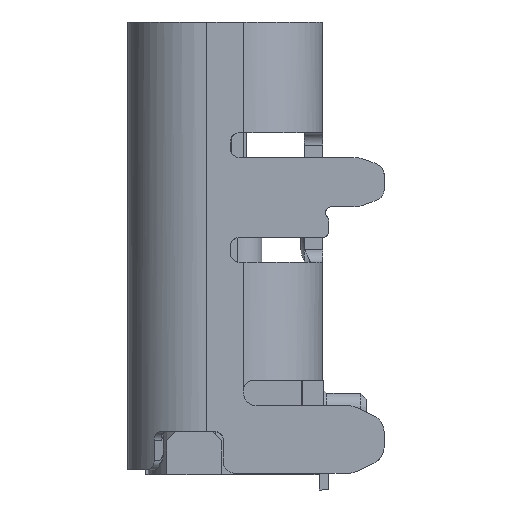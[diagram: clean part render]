
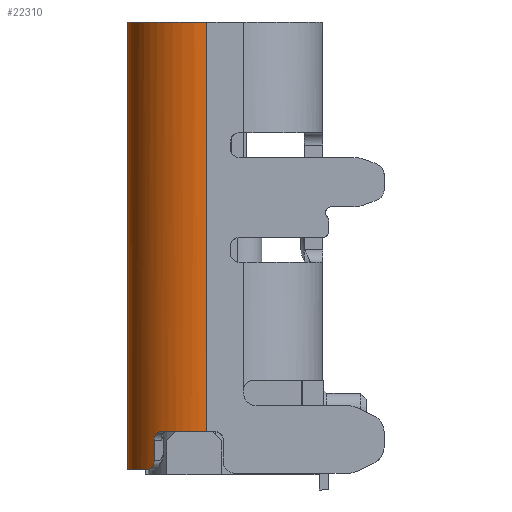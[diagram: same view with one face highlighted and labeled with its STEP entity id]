
A CAD part, left-side view. The second image highlights one B-rep face of the part: STEP entity #22310.
In plain terms, the highlighted cylindrical face has radius 1.28 mm (diameter 2.56 mm), a partial arc.
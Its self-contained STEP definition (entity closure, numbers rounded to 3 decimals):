
#162 = CARTESIAN_POINT ( 'NONE',  ( -44.47, 0.295, -1.85 ) ) ;
#720 = CARTESIAN_POINT ( 'NONE',  ( -43.19, 1.575, 4.8 ) ) ;
#814 = CARTESIAN_POINT ( 'NONE',  ( -43.19, 1.575, 4.8 ) ) ;
#1193 = EDGE_CURVE ( 'NONE', #23504, #5043, #15038, .T. ) ;
#2207 = ORIENTED_EDGE ( 'NONE', *, *, #27495, .T. ) ;
#2424 = CARTESIAN_POINT ( 'NONE',  ( -44.031, 1.26, -2.475 ) ) ;
#2732 = VERTEX_POINT ( 'NONE', #8258 ) ;
#3132 = FACE_OUTER_BOUND ( 'NONE', #12232, .T. ) ;
#4267 = ORIENTED_EDGE ( 'NONE', *, *, #14391, .T. ) ;
#4777 = CARTESIAN_POINT ( 'NONE',  ( -44.191, 1.094, -1.865 ) ) ;
#4803 = CARTESIAN_POINT ( 'NONE',  ( -44.143, 1.15, -2.109 ) ) ;
#5043 = VERTEX_POINT ( 'NONE', #32474 ) ;
#5570 = CARTESIAN_POINT ( 'NONE',  ( -44.143, 1.15, -2.326 ) ) ;
#5590 = CARTESIAN_POINT ( 'NONE',  ( -44.428, 0.632, -1.85 ) ) ;
#6575 = VERTEX_POINT ( 'NONE', #30307 ) ;
#6662 = DIRECTION ( 'NONE',  ( 1., 0., 0. ) ) ;
#7030 = CARTESIAN_POINT ( 'NONE',  ( -44.213, 1.065, -1.85 ) ) ;
#7267 = VECTOR ( 'NONE', #33644, 1000. ) ;
#7354 = CARTESIAN_POINT ( 'NONE',  ( -44.368, 0.795, -1.85 ) ) ;
#7910 = CARTESIAN_POINT ( 'NONE',  ( -44.445, 0.547, -1.85 ) ) ;
#8132 = CARTESIAN_POINT ( 'NONE',  ( -43.801, 1.461, -2.475 ) ) ;
#8258 = CARTESIAN_POINT ( 'NONE',  ( -43.19, 1.575, -2.475 ) ) ;
#8496 = B_SPLINE_CURVE_WITH_KNOTS ( 'NONE', 3,
 ( #21300, #35645, #4803, #16245 ),
 .UNSPECIFIED., .F., .F.,
 ( 4, 4 ),
 ( 0., 1. ),
 .UNSPECIFIED. ) ;
#8647 = EDGE_CURVE ( 'NONE', #6575, #15472, #8496, .T. ) ;
#8956 = CARTESIAN_POINT ( 'NONE',  ( -44.143, 1.15, -2. ) ) ;
#9115 = B_SPLINE_CURVE_WITH_KNOTS ( 'NONE', 3,
 ( #2424, #14407, #22417, #25391, #28176, #5570 ),
 .UNSPECIFIED., .F., .F.,
 ( 4, 2, 4 ),
 ( 0., 0.5, 1. ),
 .UNSPECIFIED. ) ;
#9267 = LINE ( 'NONE', #9640, #18765 ) ;
#9490 = CARTESIAN_POINT ( 'NONE',  ( -44.214, 1.082, 4.8 ) ) ;
#9640 = CARTESIAN_POINT ( 'NONE',  ( -44.47, 0.295, -2.621 ) ) ;
#10407 = CARTESIAN_POINT ( 'NONE',  ( -43.19, 1.575, -2.475 ) ) ;
#11018 = VERTEX_POINT ( 'NONE', #13974 ) ;
#12232 = EDGE_LOOP ( 'NONE', ( #36594, #24716, #18535, #13098, #24119, #27462, #21549, #4267, #31141, #2207 ) ) ;
#12290 = CARTESIAN_POINT ( 'NONE',  ( -44.308, 0.94, 4.8 ) ) ;
#13098 = ORIENTED_EDGE ( 'NONE', *, *, #31707, .T. ) ;
#13974 = CARTESIAN_POINT ( 'NONE',  ( -44.237, 1.031, -1.85 ) ) ;
#14231 = CARTESIAN_POINT ( 'NONE',  ( -44.237, 1.031, -1.85 ) ) ;
#14391 = EDGE_CURVE ( 'NONE', #15745, #6575, #9115, .T. ) ;
#14407 = CARTESIAN_POINT ( 'NONE',  ( -44.064, 1.231, -2.475 ) ) ;
#14730 = DIRECTION ( 'NONE',  ( 0., 0., 1. ) ) ;
#14806 = CARTESIAN_POINT ( 'NONE',  ( -44.289, 0.957, -1.85 ) ) ;
#14948 = EDGE_CURVE ( 'NONE', #5043, #32703, #27766, .T. ) ;
#15038 = B_SPLINE_CURVE_WITH_KNOTS ( 'NONE', 3,
 ( #19832, #25225, #5590, #25968 ),
 .UNSPECIFIED., .F., .F.,
 ( 4, 4 ),
 ( 0., 1. ),
 .UNSPECIFIED. ) ;
#15472 = VERTEX_POINT ( 'NONE', #8956 ) ;
#15525 = DIRECTION ( 'NONE',  ( 0., 0., 1. ) ) ;
#15745 = VERTEX_POINT ( 'NONE', #35593 ) ;
#16245 = CARTESIAN_POINT ( 'NONE',  ( -44.143, 1.15, -2. ) ) ;
#18097 = CARTESIAN_POINT ( 'NONE',  ( -43.358, 1.575, 4.8 ) ) ;
#18535 = ORIENTED_EDGE ( 'NONE', *, *, #14948, .T. ) ;
#18765 = VECTOR ( 'NONE', #14730, 1000. ) ;
#18834 = CARTESIAN_POINT ( 'NONE',  ( -44.152, 1.14, -1.924 ) ) ;
#19024 = CARTESIAN_POINT ( 'NONE',  ( -44.143, 1.15, -2. ) ) ;
#19100 = EDGE_CURVE ( 'NONE', #2732, #15745, #24282, .T. ) ;
#19192 = CARTESIAN_POINT ( 'NONE',  ( -44.47, 0.295, -1.85 ) ) ;
#19549 = CARTESIAN_POINT ( 'NONE',  ( -44.47, 0.379, -1.85 ) ) ;
#19591 = CARTESIAN_POINT ( 'NONE',  ( -44.031, 1.26, -2.475 ) ) ;
#19832 = CARTESIAN_POINT ( 'NONE',  ( -44.368, 0.795, -1.85 ) ) ;
#20736 = CARTESIAN_POINT ( 'NONE',  ( -43.835, 1.413, 4.8 ) ) ;
#21300 = CARTESIAN_POINT ( 'NONE',  ( -44.143, 1.15, -2.326 ) ) ;
#21506 = B_SPLINE_CURVE_WITH_KNOTS ( 'NONE', 3,
 ( #14231, #14806, #34190, #28772 ),
 .UNSPECIFIED., .F., .F.,
 ( 4, 4 ),
 ( 0., 1. ),
 .UNSPECIFIED. ) ;
#21549 = ORIENTED_EDGE ( 'NONE', *, *, #19100, .T. ) ;
#22310 = ADVANCED_FACE ( 'NONE', ( #3132 ), #25741, .T. ) ;
#22417 = CARTESIAN_POINT ( 'NONE',  ( -44.091, 1.205, -2.46 ) ) ;
#23338 = CARTESIAN_POINT ( 'NONE',  ( -43.525, 1.542, 4.8 ) ) ;
#23504 = VERTEX_POINT ( 'NONE', #7354 ) ;
#24119 = ORIENTED_EDGE ( 'NONE', *, *, #27419, .T. ) ;
#24282 = B_SPLINE_CURVE_WITH_KNOTS ( 'NONE', 3,
 ( #10407, #33745, #8132, #19591 ),
 .UNSPECIFIED., .F., .F.,
 ( 4, 4 ),
 ( 0., 1. ),
 .UNSPECIFIED. ) ;
#24716 = ORIENTED_EDGE ( 'NONE', *, *, #1193, .T. ) ;
#25225 = CARTESIAN_POINT ( 'NONE',  ( -44.402, 0.715, -1.85 ) ) ;
#25391 = CARTESIAN_POINT ( 'NONE',  ( -44.132, 1.162, -2.402 ) ) ;
#25422 = LINE ( 'NONE', #36799, #7267 ) ;
#25741 = CYLINDRICAL_SURFACE ( 'NONE', #36847, 1.28 ) ;
#25968 = CARTESIAN_POINT ( 'NONE',  ( -44.445, 0.547, -1.85 ) ) ;
#26114 = CARTESIAN_POINT ( 'NONE',  ( -44.47, 0.295, 4.8 ) ) ;
#27033 = CARTESIAN_POINT ( 'NONE',  ( -44.237, 1.031, -1.85 ) ) ;
#27419 = EDGE_CURVE ( 'NONE', #28879, #33236, #29956, .T. ) ;
#27462 = ORIENTED_EDGE ( 'NONE', *, *, #29253, .F. ) ;
#27495 = EDGE_CURVE ( 'NONE', #15472, #11018, #28177, .T. ) ;
#27766 = B_SPLINE_CURVE_WITH_KNOTS ( 'NONE', 3,
 ( #7910, #34085, #19549, #19192 ),
 .UNSPECIFIED., .F., .F.,
 ( 4, 4 ),
 ( 0., 1. ),
 .UNSPECIFIED. ) ;
#28176 = CARTESIAN_POINT ( 'NONE',  ( -44.142, 1.15, -2.367 ) ) ;
#28177 = B_SPLINE_CURVE_WITH_KNOTS ( 'NONE', 3,
 ( #19024, #35438, #18834, #4777, #7030, #27033 ),
 .UNSPECIFIED., .F., .F.,
 ( 4, 2, 4 ),
 ( 0., 0.5, 1. ),
 .UNSPECIFIED. ) ;
#28772 = CARTESIAN_POINT ( 'NONE',  ( -44.368, 0.795, -1.85 ) ) ;
#28879 = VERTEX_POINT ( 'NONE', #34068 ) ;
#29253 = EDGE_CURVE ( 'NONE', #2732, #33236, #25422, .T. ) ;
#29287 = CARTESIAN_POINT ( 'NONE',  ( -44.47, 0.463, 4.8 ) ) ;
#29956 = B_SPLINE_CURVE_WITH_KNOTS ( 'NONE', 3,
 ( #26114, #29287, #34896, #12290, #9490, #31877, #20736, #23338, #18097, #720 ),
 .UNSPECIFIED., .F., .F.,
 ( 4, 2, 2, 2, 4 ),
 ( 0., 0.25, 0.5, 0.75, 1. ),
 .UNSPECIFIED. ) ;
#30307 = CARTESIAN_POINT ( 'NONE',  ( -44.143, 1.15, -2.326 ) ) ;
#31141 = ORIENTED_EDGE ( 'NONE', *, *, #8647, .T. ) ;
#31707 = EDGE_CURVE ( 'NONE', #32703, #28879, #9267, .T. ) ;
#31877 = CARTESIAN_POINT ( 'NONE',  ( -43.977, 1.319, 4.8 ) ) ;
#32263 = CARTESIAN_POINT ( 'NONE',  ( -43.19, 0.295, -2.621 ) ) ;
#32474 = CARTESIAN_POINT ( 'NONE',  ( -44.445, 0.547, -1.85 ) ) ;
#32703 = VERTEX_POINT ( 'NONE', #162 ) ;
#33236 = VERTEX_POINT ( 'NONE', #814 ) ;
#33644 = DIRECTION ( 'NONE',  ( 0., 0., 1. ) ) ;
#33745 = CARTESIAN_POINT ( 'NONE',  ( -43.496, 1.575, -2.475 ) ) ;
#34068 = CARTESIAN_POINT ( 'NONE',  ( -44.47, 0.295, 4.8 ) ) ;
#34085 = CARTESIAN_POINT ( 'NONE',  ( -44.462, 0.464, -1.85 ) ) ;
#34190 = CARTESIAN_POINT ( 'NONE',  ( -44.333, 0.878, -1.85 ) ) ;
#34896 = CARTESIAN_POINT ( 'NONE',  ( -44.437, 0.63, 4.8 ) ) ;
#34979 = EDGE_CURVE ( 'NONE', #11018, #23504, #21506, .T. ) ;
#35438 = CARTESIAN_POINT ( 'NONE',  ( -44.143, 1.15, -1.959 ) ) ;
#35593 = CARTESIAN_POINT ( 'NONE',  ( -44.031, 1.26, -2.475 ) ) ;
#35645 = CARTESIAN_POINT ( 'NONE',  ( -44.143, 1.15, -2.217 ) ) ;
#36594 = ORIENTED_EDGE ( 'NONE', *, *, #34979, .T. ) ;
#36799 = CARTESIAN_POINT ( 'NONE',  ( -43.19, 1.575, 1.162 ) ) ;
#36847 = AXIS2_PLACEMENT_3D ( 'NONE', #32263, #15525, #6662 ) ;
